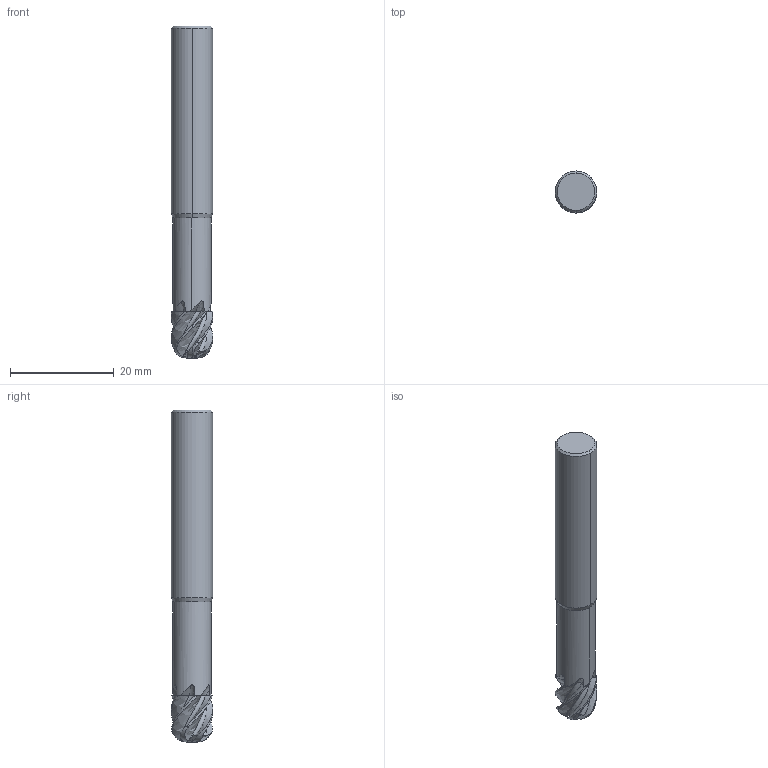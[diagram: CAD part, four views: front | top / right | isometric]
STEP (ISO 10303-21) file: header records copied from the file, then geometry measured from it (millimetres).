
FILE_DESCRIPTION(('no description'),'unknown implementation level');
FILE_NAME('K202253-8_3-Detail.stp',' ',('CIMSOURCE GmbH'),('CADClick - KiM GmbH - www.kimweb.de'),'unknown preprocess','ACIS','unknown authorization');
FILE_SCHEMA(('automotive_design'));
Length unit declared in the file: millimetre
Products named in the file (2): NOCUT; CUT
Bounding box: 8 x 8 x 64 mm (x, y, z)
Volume: 2863.9 mm3; surface area: 1901.8 mm2
Topology: 2 solids, 2 shells, 168 faces, 482 edges, 316 vertices
Faces by surface type: plane 68, bspline 48, revolution 18, cone 16, torus 10, cylinder 8
Entity records: 24653 total; most frequent: CARTESIAN_POINT 15372, STYLED_ITEM 968, PRESENTATION_STYLE_ASSIGNMENT 968, COLOUR_RGB 968, ORIENTED_EDGE 964, DIRECTION 614, EDGE_CURVE 482, CURVE_STYLE 482
